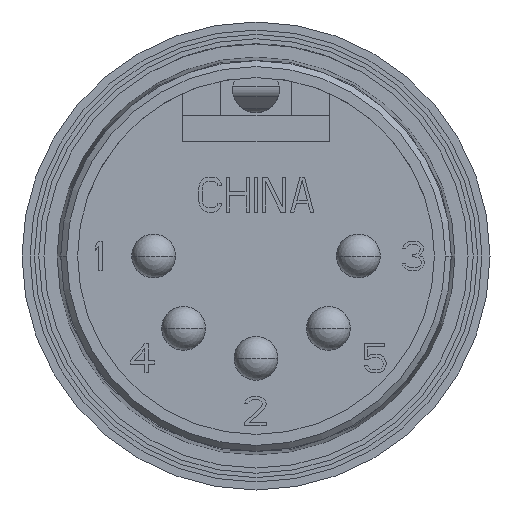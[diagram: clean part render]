
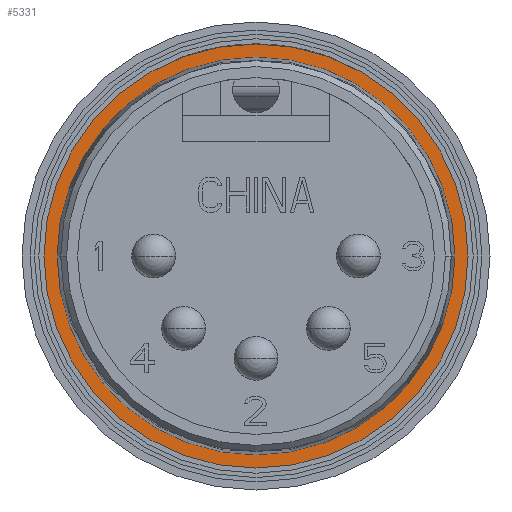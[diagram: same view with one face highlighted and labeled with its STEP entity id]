
A CAD part, left-side view. The second image highlights one B-rep face of the part: STEP entity #5331.
In plain terms, the highlighted planar face has unit normal (-1, 0, 0).
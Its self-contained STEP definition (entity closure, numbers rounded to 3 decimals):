
#428=CARTESIAN_POINT('',(8.8,0.,0.));
#429=DIRECTION('',(1.,0.,0.));
#430=DIRECTION('',(0.,1.,0.));
#431=AXIS2_PLACEMENT_3D('',#428,#429,#430);
#433=CARTESIAN_POINT('',(8.8,0.,0.));
#434=DIRECTION('',(-1.,0.,0.));
#435=DIRECTION('',(0.,1.,0.));
#436=AXIS2_PLACEMENT_3D('',#433,#434,#435);
#447=CARTESIAN_POINT('',(8.8,0.,0.));
#448=DIRECTION('',(-1.,0.,0.));
#449=DIRECTION('',(0.,1.,0.));
#450=AXIS2_PLACEMENT_3D('',#447,#448,#449);
#489=CARTESIAN_POINT('',(8.8,0.,0.));
#490=DIRECTION('',(1.,0.,0.));
#491=DIRECTION('',(0.,1.,0.));
#492=AXIS2_PLACEMENT_3D('',#489,#490,#491);
#3818=CARTESIAN_POINT('',(8.8,7.25,0.));
#3820=VERTEX_POINT('',#3818);
#3822=CARTESIAN_POINT('',(8.8,-7.25,0.));
#3824=VERTEX_POINT('',#3822);
#3825=CARTESIAN_POINT('',(8.8,6.8,0.));
#3826=CARTESIAN_POINT('',(8.8,-6.8,0.));
#3827=VERTEX_POINT('',#3825);
#3828=VERTEX_POINT('',#3826);
#5316=CARTESIAN_POINT('',(8.8,0.,0.));
#5317=DIRECTION('',(1.,0.,0.));
#5318=DIRECTION('',(0.,-1.,0.));
#5319=AXIS2_PLACEMENT_3D('',#5316,#5317,#5318);
#5320=PLANE('',#5319);
#5321=ORIENTED_EDGE('',*,*,#5305,.T.);
#5322=ORIENTED_EDGE('',*,*,#5289,.F.);
#5323=EDGE_LOOP('',(#5321,#5322));
#5324=FACE_OUTER_BOUND('',#5323,.F.);
#5326=ORIENTED_EDGE('',*,*,#5325,.T.);
#5328=ORIENTED_EDGE('',*,*,#5327,.F.);
#5329=EDGE_LOOP('',(#5326,#5328));
#5330=FACE_BOUND('',#5329,.F.);
#432=CIRCLE('',#431,7.25);
#437=CIRCLE('',#436,7.25);
#451=CIRCLE('',#450,6.8);
#493=CIRCLE('',#492,6.8);
#5289=EDGE_CURVE('',#3820,#3824,#437,.T.);
#5305=EDGE_CURVE('',#3820,#3824,#432,.T.);
#5325=EDGE_CURVE('',#3827,#3828,#451,.T.);
#5327=EDGE_CURVE('',#3827,#3828,#493,.T.);
#5331=ADVANCED_FACE('',(#5324,#5330),#5320,.F.);
